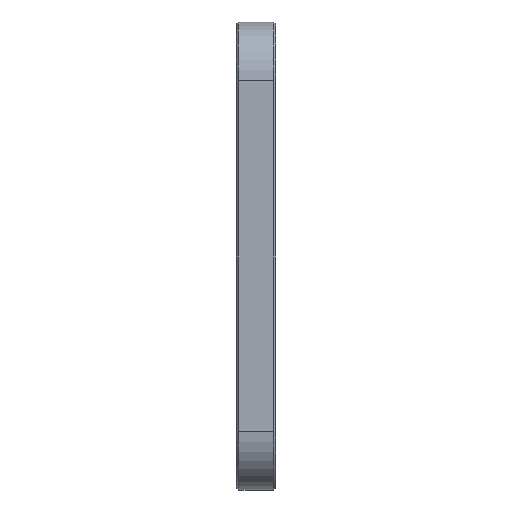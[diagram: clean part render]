
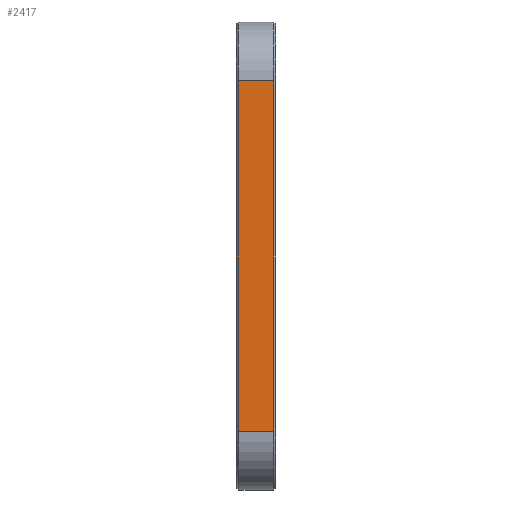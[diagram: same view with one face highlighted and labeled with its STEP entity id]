
A CAD part, left-side view. The second image highlights one B-rep face of the part: STEP entity #2417.
In plain terms, the highlighted planar face has unit normal (-1, 0, 0).
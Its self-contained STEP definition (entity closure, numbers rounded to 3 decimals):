
#35 = VERTEX_POINT ( 'NONE', #11595 ) ;
#298 = DIRECTION ( 'NONE',  ( 0., 0., 1. ) ) ;
#609 = VECTOR ( 'NONE', #298, 1000. ) ;
#672 = CARTESIAN_POINT ( 'NONE',  ( -69., 9.5, -105. ) ) ;
#776 = DIRECTION ( 'NONE',  ( 0., 0., -1. ) ) ;
#789 = CARTESIAN_POINT ( 'NONE',  ( -69., 10., -15. ) ) ;
#1081 = CARTESIAN_POINT ( 'NONE',  ( -69., 10., -105. ) ) ;
#1194 = DIRECTION ( 'NONE',  ( 1., 0., 0. ) ) ;
#1737 = LINE ( 'NONE', #9844, #2261 ) ;
#1925 = LINE ( 'NONE', #9200, #609 ) ;
#2090 = DIRECTION ( 'NONE',  ( 0., -1., 0. ) ) ;
#2261 = VECTOR ( 'NONE', #776, 1000. ) ;
#2417 = ADVANCED_FACE ( 'NONE', ( #10948 ), #3884, .F. ) ;
#2567 = ORIENTED_EDGE ( 'NONE', *, *, #8605, .F. ) ;
#2603 = EDGE_CURVE ( 'NONE', #35, #4825, #1737, .T. ) ;
#3076 = VERTEX_POINT ( 'NONE', #3346 ) ;
#3346 = CARTESIAN_POINT ( 'NONE',  ( -69., 0.5, -15. ) ) ;
#3759 = LINE ( 'NONE', #1081, #9172 ) ;
#3869 = CARTESIAN_POINT ( 'NONE',  ( -69., 0.5, -105. ) ) ;
#3884 = PLANE ( 'NONE',  #3976 ) ;
#3976 = AXIS2_PLACEMENT_3D ( 'NONE', #10259, #1194, #4052 ) ;
#4052 = DIRECTION ( 'NONE',  ( 0., 0., -1. ) ) ;
#4126 = ORIENTED_EDGE ( 'NONE', *, *, #6729, .T. ) ;
#4552 = LINE ( 'NONE', #789, #5152 ) ;
#4825 = VERTEX_POINT ( 'NONE', #672 ) ;
#5152 = VECTOR ( 'NONE', #11583, 1000. ) ;
#6377 = EDGE_LOOP ( 'NONE', ( #2567, #7798, #4126, #6491 ) ) ;
#6491 = ORIENTED_EDGE ( 'NONE', *, *, #9922, .T. ) ;
#6729 = EDGE_CURVE ( 'NONE', #4825, #8038, #3759, .T. ) ;
#7798 = ORIENTED_EDGE ( 'NONE', *, *, #2603, .T. ) ;
#8038 = VERTEX_POINT ( 'NONE', #3869 ) ;
#8605 = EDGE_CURVE ( 'NONE', #35, #3076, #4552, .T. ) ;
#9172 = VECTOR ( 'NONE', #2090, 1000. ) ;
#9200 = CARTESIAN_POINT ( 'NONE',  ( -69., 0.5, -105. ) ) ;
#9844 = CARTESIAN_POINT ( 'NONE',  ( -69., 9.5, -105. ) ) ;
#9922 = EDGE_CURVE ( 'NONE', #8038, #3076, #1925, .T. ) ;
#10259 = CARTESIAN_POINT ( 'NONE',  ( -69., 10., -105. ) ) ;
#10948 = FACE_OUTER_BOUND ( 'NONE', #6377, .T. ) ;
#11583 = DIRECTION ( 'NONE',  ( 0., -1., 0. ) ) ;
#11595 = CARTESIAN_POINT ( 'NONE',  ( -69., 9.5, -15. ) ) ;
